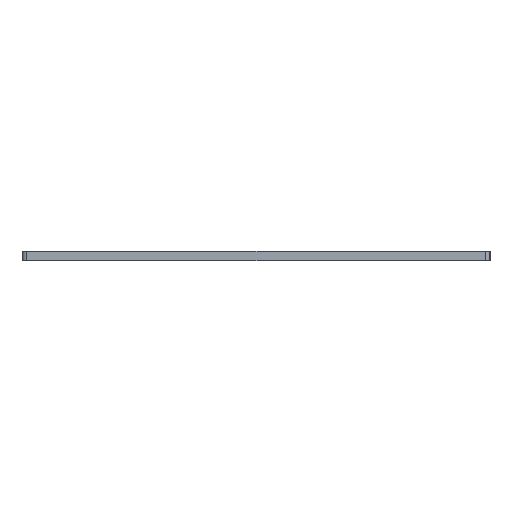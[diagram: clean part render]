
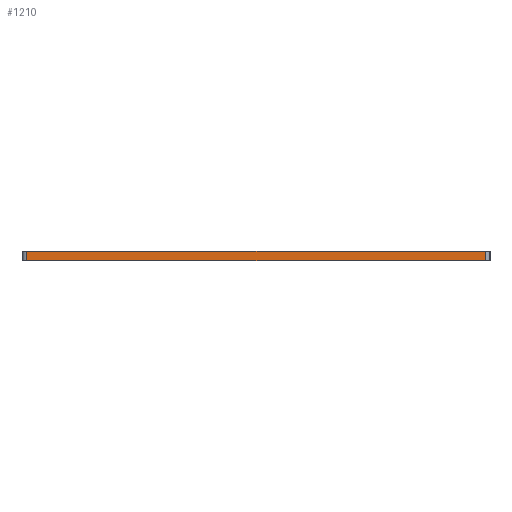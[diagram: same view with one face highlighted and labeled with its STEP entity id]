
A CAD part, left-side view. The second image highlights one B-rep face of the part: STEP entity #1210.
In plain terms, the highlighted planar face has unit normal (-1, 0, 0).
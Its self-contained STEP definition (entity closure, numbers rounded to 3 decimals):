
#38=PLANE('',#1354);
#92=FACE_OUTER_BOUND('',#160,.T.);
#160=EDGE_LOOP('',(#991,#992,#993,#994));
#212=LINE('',#1883,#316);
#232=LINE('',#1953,#336);
#236=LINE('',#1962,#340);
#262=LINE('',#2054,#366);
#316=VECTOR('',#1480,10.);
#336=VECTOR('',#1554,10.);
#340=VECTOR('',#1564,10.);
#366=VECTOR('',#1680,10.);
#526=VERTEX_POINT('',#1880);
#527=VERTEX_POINT('',#1882);
#550=VERTEX_POINT('',#1951);
#552=VERTEX_POINT('',#1960);
#648=EDGE_CURVE('',#527,#526,#212,.T.);
#683=EDGE_CURVE('',#550,#526,#232,.T.);
#688=EDGE_CURVE('',#527,#552,#236,.T.);
#734=EDGE_CURVE('',#552,#550,#262,.T.);
#991=ORIENTED_EDGE('',*,*,#683,.F.);
#992=ORIENTED_EDGE('',*,*,#734,.F.);
#993=ORIENTED_EDGE('',*,*,#688,.F.);
#994=ORIENTED_EDGE('',*,*,#648,.T.);
#1210=ADVANCED_FACE('',(#92),#38,.T.);
#1354=AXIS2_PLACEMENT_3D('',#2053,#1678,#1679);
#1480=DIRECTION('',(0.,-1.,0.));
#1554=DIRECTION('',(0.,0.,-1.));
#1564=DIRECTION('',(0.,0.,1.));
#1678=DIRECTION('center_axis',(-1.,0.,0.));
#1679=DIRECTION('ref_axis',(0.,-1.,0.));
#1680=DIRECTION('',(0.,-1.,0.));
#1880=CARTESIAN_POINT('',(1.998,3.14,-9.5));
#1882=CARTESIAN_POINT('',(1.998,101.757,-9.5));
#1883=CARTESIAN_POINT('',(1.998,102.757,-9.5));
#1951=CARTESIAN_POINT('',(1.998,3.14,-7.5));
#1953=CARTESIAN_POINT('',(1.998,3.14,-9.5));
#1960=CARTESIAN_POINT('',(1.998,101.757,-7.5));
#1962=CARTESIAN_POINT('',(1.998,101.757,-9.5));
#2053=CARTESIAN_POINT('Origin',(1.998,102.757,-9.5));
#2054=CARTESIAN_POINT('',(1.998,102.757,-7.5));
